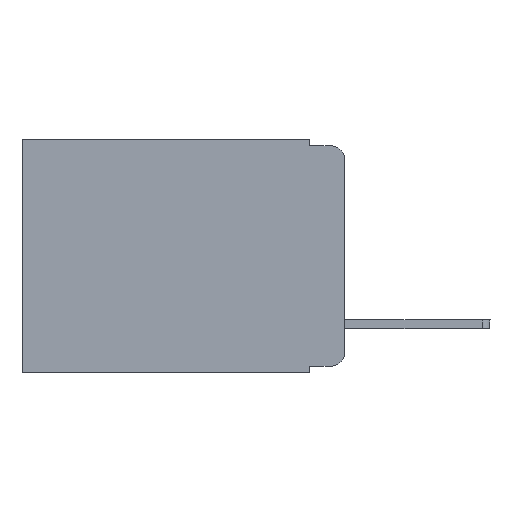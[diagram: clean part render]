
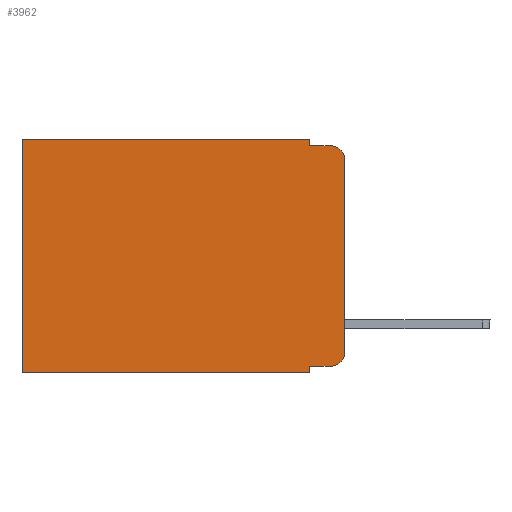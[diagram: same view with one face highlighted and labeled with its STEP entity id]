
A CAD part, left-side view. The second image highlights one B-rep face of the part: STEP entity #3962.
In plain terms, the highlighted planar face has unit normal (-1, 0, 0).
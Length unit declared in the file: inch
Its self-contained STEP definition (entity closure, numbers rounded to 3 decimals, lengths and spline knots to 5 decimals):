
#289 = EDGE_CURVE ( 'NONE', #5336, #18117, #19882, .T. ) ;
#364 = DIRECTION ( 'NONE',  ( 0., 1., 0. ) ) ;
#1509 = VERTEX_POINT ( 'NONE', #3258 ) ;
#1707 = CARTESIAN_POINT ( 'NONE',  ( 0.298, 0.473, 0. ) ) ;
#1986 = CARTESIAN_POINT ( 'NONE',  ( 0.298, 0.02, -0.313 ) ) ;
#2037 = DIRECTION ( 'NONE',  ( 0., 0., -1. ) ) ;
#2709 = ORIENTED_EDGE ( 'NONE', *, *, #289, .T. ) ;
#2796 = DIRECTION ( 'NONE',  ( 0., 0., -1. ) ) ;
#2899 = CARTESIAN_POINT ( 'NONE',  ( 0.298, 0.051, 0. ) ) ;
#2911 = EDGE_CURVE ( 'NONE', #8564, #7405, #17319, .T. ) ;
#3070 = EDGE_CURVE ( 'NONE', #7494, #5336, #22464, .T. ) ;
#3258 = CARTESIAN_POINT ( 'NONE',  ( 0.298, 0.051, 0. ) ) ;
#3525 = ORIENTED_EDGE ( 'NONE', *, *, #3070, .T. ) ;
#3532 = DIRECTION ( 'NONE',  ( 0., 0., -1. ) ) ;
#3962 = ADVANCED_FACE ( 'NONE', ( #22144 ), #15144, .F. ) ;
#4405 = ORIENTED_EDGE ( 'NONE', *, *, #2911, .T. ) ;
#4733 = AXIS2_PLACEMENT_3D ( 'NONE', #13761, #10359, #6841 ) ;
#5160 = ORIENTED_EDGE ( 'NONE', *, *, #12965, .F. ) ;
#5336 = VERTEX_POINT ( 'NONE', #15939 ) ;
#5543 = CARTESIAN_POINT ( 'NONE',  ( 0.298, 0., -0.03 ) ) ;
#6143 = AXIS2_PLACEMENT_3D ( 'NONE', #1986, #14116, #12216 ) ;
#6431 = VERTEX_POINT ( 'NONE', #18959 ) ;
#6763 = CARTESIAN_POINT ( 'NONE',  ( 0.298, 0.473, 0. ) ) ;
#6804 = EDGE_CURVE ( 'NONE', #7494, #11670, #14178, .T. ) ;
#6841 = DIRECTION ( 'NONE',  ( 0., 0., -1. ) ) ;
#7099 = LINE ( 'NONE', #19738, #11721 ) ;
#7166 = EDGE_CURVE ( 'NONE', #1509, #16101, #17926, .T. ) ;
#7405 = VERTEX_POINT ( 'NONE', #17930 ) ;
#7494 = VERTEX_POINT ( 'NONE', #7948 ) ;
#7948 = CARTESIAN_POINT ( 'NONE',  ( 0.298, 0.051, -0.333 ) ) ;
#8264 = LINE ( 'NONE', #16974, #17201 ) ;
#8359 = ORIENTED_EDGE ( 'NONE', *, *, #21374, .T. ) ;
#8416 = VERTEX_POINT ( 'NONE', #21036 ) ;
#8564 = VERTEX_POINT ( 'NONE', #5543 ) ;
#8706 = CARTESIAN_POINT ( 'NONE',  ( 0.298, 0., 0. ) ) ;
#8919 = VECTOR ( 'NONE', #12318, 39.37008 ) ;
#9741 = EDGE_CURVE ( 'NONE', #8564, #18117, #14302, .T. ) ;
#9962 = VECTOR ( 'NONE', #2037, 39.37008 ) ;
#10359 = DIRECTION ( 'NONE',  ( -1., 0., 0. ) ) ;
#10728 = VECTOR ( 'NONE', #3532, 39.37008 ) ;
#10775 = CARTESIAN_POINT ( 'NONE',  ( 0.298, 0., 0. ) ) ;
#11012 = EDGE_CURVE ( 'NONE', #11670, #8416, #8264, .T. ) ;
#11670 = VERTEX_POINT ( 'NONE', #18334 ) ;
#11721 = VECTOR ( 'NONE', #17840, 39.37008 ) ;
#11882 = EDGE_CURVE ( 'NONE', #1509, #6431, #17735, .T. ) ;
#12040 = ORIENTED_EDGE ( 'NONE', *, *, #9741, .F. ) ;
#12216 = DIRECTION ( 'NONE',  ( 0., 0., -1. ) ) ;
#12318 = DIRECTION ( 'NONE',  ( 0., 0., -1. ) ) ;
#12965 = EDGE_CURVE ( 'NONE', #6431, #7405, #7099, .T. ) ;
#13347 = VECTOR ( 'NONE', #364, 39.37008 ) ;
#13711 = CARTESIAN_POINT ( 'NONE',  ( 0.298, 0.051, 0. ) ) ;
#13716 = DIRECTION ( 'NONE',  ( 0., 1., 0. ) ) ;
#13761 = CARTESIAN_POINT ( 'NONE',  ( 0.298, 0.02, -0.03 ) ) ;
#14116 = DIRECTION ( 'NONE',  ( -1., 0., 0. ) ) ;
#14134 = DIRECTION ( 'NONE',  ( 0., -1., 0. ) ) ;
#14178 = LINE ( 'NONE', #2899, #16070 ) ;
#14302 = LINE ( 'NONE', #10775, #9962 ) ;
#14404 = EDGE_LOOP ( 'NONE', ( #12040, #4405, #5160, #14760, #16384, #8359, #16952, #16025, #3525, #2709 ) ) ;
#14760 = ORIENTED_EDGE ( 'NONE', *, *, #11882, .F. ) ;
#14939 = DIRECTION ( 'NONE',  ( 0., 0., -1. ) ) ;
#14940 = AXIS2_PLACEMENT_3D ( 'NONE', #20062, #20130, #2796 ) ;
#15141 = VECTOR ( 'NONE', #14134, 39.37008 ) ;
#15144 = PLANE ( 'NONE',  #14940 ) ;
#15722 = LINE ( 'NONE', #1707, #8919 ) ;
#15939 = CARTESIAN_POINT ( 'NONE',  ( 0.298, 0.02, -0.333 ) ) ;
#16025 = ORIENTED_EDGE ( 'NONE', *, *, #6804, .F. ) ;
#16070 = VECTOR ( 'NONE', #14939, 39.37008 ) ;
#16101 = VERTEX_POINT ( 'NONE', #6763 ) ;
#16384 = ORIENTED_EDGE ( 'NONE', *, *, #7166, .T. ) ;
#16952 = ORIENTED_EDGE ( 'NONE', *, *, #11012, .F. ) ;
#16974 = CARTESIAN_POINT ( 'NONE',  ( 0.298, 0., -0.343 ) ) ;
#17201 = VECTOR ( 'NONE', #13716, 39.37008 ) ;
#17319 = CIRCLE ( 'NONE', #4733, 0.02 ) ;
#17735 = LINE ( 'NONE', #13711, #10728 ) ;
#17840 = DIRECTION ( 'NONE',  ( 0., -1., 0. ) ) ;
#17926 = LINE ( 'NONE', #8706, #13347 ) ;
#17930 = CARTESIAN_POINT ( 'NONE',  ( 0.298, 0.02, -0.01 ) ) ;
#18117 = VERTEX_POINT ( 'NONE', #21700 ) ;
#18334 = CARTESIAN_POINT ( 'NONE',  ( 0.298, 0.051, -0.343 ) ) ;
#18959 = CARTESIAN_POINT ( 'NONE',  ( 0.298, 0.051, -0.01 ) ) ;
#19492 = CARTESIAN_POINT ( 'NONE',  ( 0.298, 0.051, -0.333 ) ) ;
#19738 = CARTESIAN_POINT ( 'NONE',  ( 0.298, 0.051, -0.01 ) ) ;
#19882 = CIRCLE ( 'NONE', #6143, 0.02 ) ;
#20062 = CARTESIAN_POINT ( 'NONE',  ( 0.298, 0., 0. ) ) ;
#20130 = DIRECTION ( 'NONE',  ( 1., 0., 0. ) ) ;
#21036 = CARTESIAN_POINT ( 'NONE',  ( 0.298, 0.473, -0.343 ) ) ;
#21374 = EDGE_CURVE ( 'NONE', #16101, #8416, #15722, .T. ) ;
#21700 = CARTESIAN_POINT ( 'NONE',  ( 0.298, 0., -0.313 ) ) ;
#22144 = FACE_OUTER_BOUND ( 'NONE', #14404, .T. ) ;
#22464 = LINE ( 'NONE', #19492, #15141 ) ;
